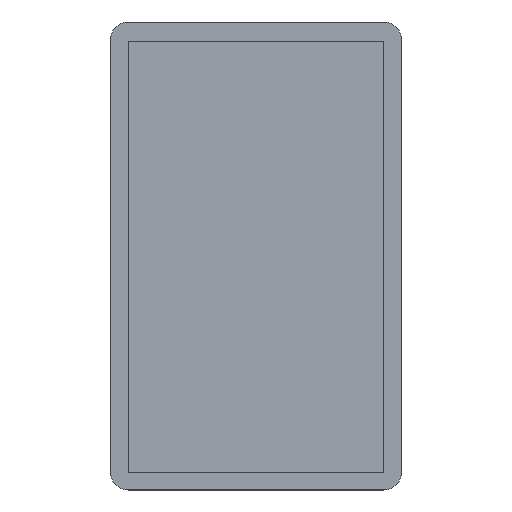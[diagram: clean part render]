
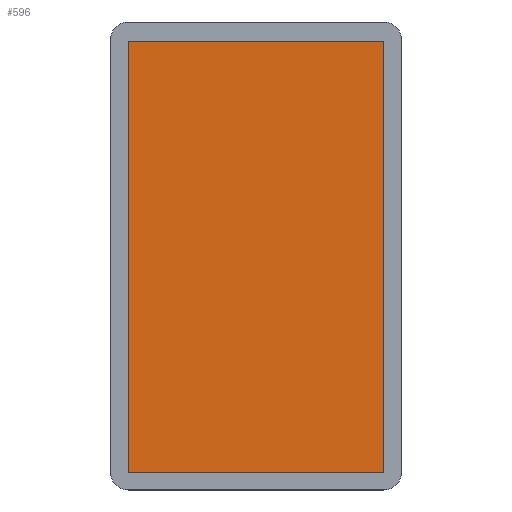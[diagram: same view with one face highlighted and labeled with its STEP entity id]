
A CAD part, top view. The second image highlights one B-rep face of the part: STEP entity #596.
In plain terms, the highlighted planar face has unit normal (0, 0, 1).
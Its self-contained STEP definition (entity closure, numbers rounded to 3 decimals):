
#266=CARTESIAN_POINT('',(17.,137.5,2.6));
#267=VERTEX_POINT('',#266);
#268=CARTESIAN_POINT('',(90.,137.5,2.6));
#269=VERTEX_POINT('',#268);
#270=CARTESIAN_POINT('',(17.,137.5,2.6));
#271=DIRECTION('',(1.,0.,-0.));
#272=VECTOR('',#271,73.);
#273=LINE('',#270,#272);
#274=EDGE_CURVE('',#267,#269,#273,.T.);
#498=CARTESIAN_POINT('',(92.5,136.83,2.6));
#499=VERTEX_POINT('',#498);
#506=CARTESIAN_POINT('',(92.5,7.5,2.6));
#507=VERTEX_POINT('',#506);
#508=CARTESIAN_POINT('',(92.5,7.5,2.6));
#509=DIRECTION('',(0.,1.,0.));
#510=VECTOR('',#509,129.33);
#511=LINE('',#508,#510);
#512=EDGE_CURVE('',#507,#499,#511,.T.);
#528=CARTESIAN_POINT('',(14.5,7.5,2.6));
#529=VERTEX_POINT('',#528);
#530=CARTESIAN_POINT('',(14.5,136.83,2.6));
#531=VERTEX_POINT('',#530);
#532=CARTESIAN_POINT('',(14.5,7.5,2.6));
#533=DIRECTION('',(0.,1.,0.));
#534=VECTOR('',#533,129.33);
#535=LINE('',#532,#534);
#536=EDGE_CURVE('',#529,#531,#535,.T.);
#560=CARTESIAN_POINT('',(14.5,7.5,2.6));
#561=DIRECTION('',(1.,0.,-0.));
#562=VECTOR('',#561,78.);
#563=LINE('',#560,#562);
#564=EDGE_CURVE('',#529,#507,#563,.T.);
#571=CARTESIAN_POINT('',(0.,0.,2.6));
#572=DIRECTION('',(0.,0.,1.));
#573=DIRECTION('',(1.,0.,0.));
#574=AXIS2_PLACEMENT_3D('',#571,#572,#573);
#575=PLANE('',#574);
#576=ORIENTED_EDGE('',*,*,#512,.T.);
#577=CARTESIAN_POINT('',(90.,132.5,2.6));
#578=DIRECTION('',(0.,0.,1.));
#579=DIRECTION('',(1.,0.,-0.));
#580=AXIS2_PLACEMENT_3D('',#577,#578,#579);
#581=CIRCLE('',#580,5.);
#582=EDGE_CURVE('',#499,#269,#581,.T.);
#583=ORIENTED_EDGE('',*,*,#582,.T.);
#584=ORIENTED_EDGE('',*,*,#274,.F.);
#585=CARTESIAN_POINT('',(17.,132.5,2.6));
#586=DIRECTION('',(0.,0.,1.));
#587=DIRECTION('',(1.,0.,-0.));
#588=AXIS2_PLACEMENT_3D('',#585,#586,#587);
#589=CIRCLE('',#588,5.);
#590=EDGE_CURVE('',#267,#531,#589,.T.);
#591=ORIENTED_EDGE('',*,*,#590,.T.);
#592=ORIENTED_EDGE('',*,*,#536,.F.);
#593=ORIENTED_EDGE('',*,*,#564,.T.);
#594=EDGE_LOOP('',(#576,#583,#584,#591,#592,#593));
#595=FACE_BOUND('',#594,.T.);
#596=ADVANCED_FACE('',(#595),#575,.T.);
